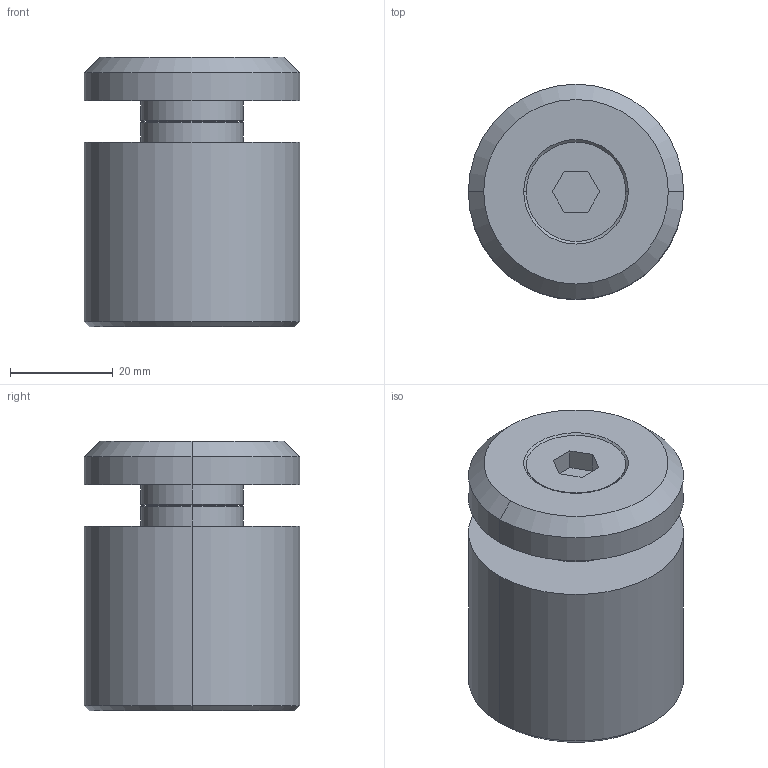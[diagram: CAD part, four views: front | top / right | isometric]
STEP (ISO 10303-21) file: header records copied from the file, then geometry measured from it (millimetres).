
FILE_DESCRIPTION((''),'2;1');
FILE_NAME('2909','2022-02-03T10:27:03',('Gogel'),('Gerresheimer Regensburg GmbH'),'CREO PARAMETRIC BY PTC INC, 2018420','CREO PARAMETRIC BY PTC INC, 2018420','');
FILE_SCHEMA(('AUTOMOTIVE_DESIGN { 1 0 10303 214 1 1 1 1 }'));
Length unit declared in the file: millimetre
Products named in the file (1): 2909
Bounding box: 42 x 42 x 52.55 mm (x, y, z)
Volume: 61286.8 mm3; surface area: 14743.5 mm2
Topology: 2 solids, 5 shells, 61 faces, 128 edges, 78 vertices
Faces by surface type: cylinder 24, plane 19, cone 18
Entity records: 1930 total; most frequent: DIRECTION 339, CARTESIAN_POINT 283, ORIENTED_EDGE 242, AXIS2_PLACEMENT_3D 136, EDGE_CURVE 124, VERTEX_POINT 78, EDGE_LOOP 71, VECTOR 64
